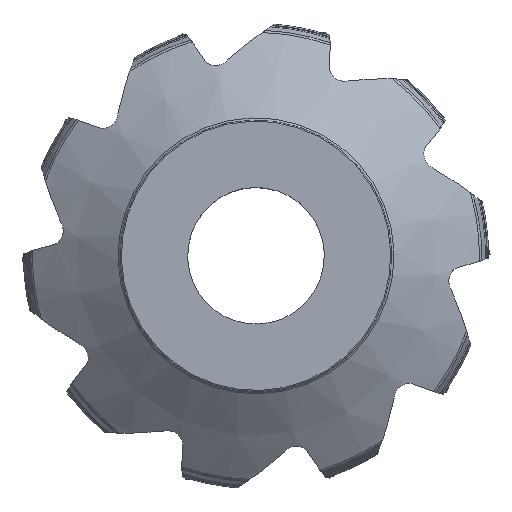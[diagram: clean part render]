
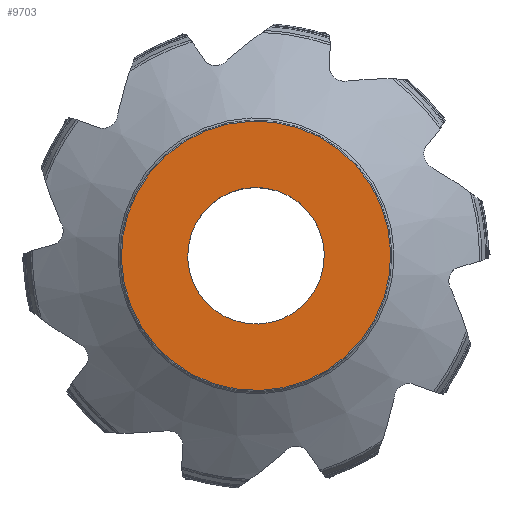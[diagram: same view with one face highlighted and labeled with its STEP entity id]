
A CAD part, top view. The second image highlights one B-rep face of the part: STEP entity #9703.
In plain terms, the highlighted planar face has unit normal (0, 0, 1).
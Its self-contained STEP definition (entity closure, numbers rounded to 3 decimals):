
#3193=FACE_BOUND('',#19163,.T.);
#3194=FACE_BOUND('',#19164,.T.);
#9703=ADVANCED_FACE('CU_BACK_F001',(#3193,#3194),#10595,.F.);
#10595=PLANE('',#77348);
#19163=EDGE_LOOP('',(#45941));
#19164=EDGE_LOOP('',(#45942));
#22420=CIRCLE('',#70736,25.407);
#25292=CIRCLE('',#77346,50.1);
#45941=ORIENTED_EDGE('',*,*,#54408,.F.);
#45942=ORIENTED_EDGE('',*,*,#63044,.T.);
#47542=VERTEX_POINT('',#105877);
#52595=VERTEX_POINT('',#157722);
#54408=EDGE_CURVE('',#47542,#47542,#22420,.T.);
#63044=EDGE_CURVE('',#52595,#52595,#25292,.T.);
#70736=AXIS2_PLACEMENT_3D('',#105876,#80003,#80004);
#77346=AXIS2_PLACEMENT_3D('',#157721,#95999,#96000);
#77348=AXIS2_PLACEMENT_3D('',#157724,#96003,#96004);
#80003=DIRECTION('',(0.,0.,1.));
#80004=DIRECTION('',(0.978,0.208,0.));
#95999=DIRECTION('',(0.,0.,1.));
#96000=DIRECTION('',(0.978,0.208,0.));
#96003=DIRECTION('',(0.,0.,-1.));
#96004=DIRECTION('',(-0.978,-0.208,0.));
#105876=CARTESIAN_POINT('',(0.,0.,
0.));
#105877=CARTESIAN_POINT('',(24.852,5.283,0.));
#157721=CARTESIAN_POINT('',(0.,0.,
0.));
#157722=CARTESIAN_POINT('',(49.005,10.416,0.));
#157724=CARTESIAN_POINT('',(-49.5,0.,0.));
